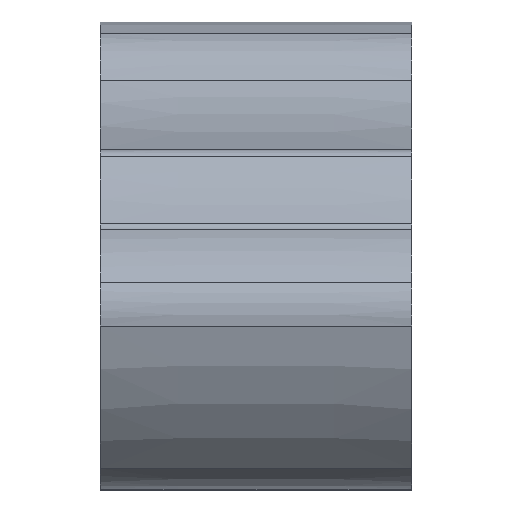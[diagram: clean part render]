
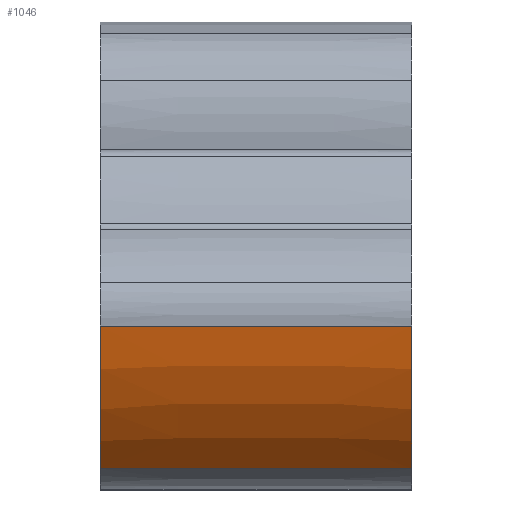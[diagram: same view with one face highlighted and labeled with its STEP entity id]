
A CAD part, left-side view. The second image highlights one B-rep face of the part: STEP entity #1046.
In plain terms, the highlighted face is a extrusion surface.
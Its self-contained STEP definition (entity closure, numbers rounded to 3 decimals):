
#977=CARTESIAN_POINT('Vertex',(-29.285,36.,-5.381)) ;
#980=CARTESIAN_POINT('Line Origine',(-29.285,18.66,-5.381)) ;
#984=CARTESIAN_POINT('Vertex',(-29.285,0.,-5.381)) ;
#1009=CARTESIAN_POINT('Control Point',(-29.285,0.,-5.381)) ;
#1010=CARTESIAN_POINT('Control Point',(-28.419,0.,-10.092)) ;
#1011=CARTESIAN_POINT('Control Point',(-26.542,0.,-14.62)) ;
#1012=CARTESIAN_POINT('Control Point',(-23.718,0.,-18.627)) ;
#1013=CARTESIAN_POINT('Control Point',(-20.198,0.,-21.876)) ;
#1018=CARTESIAN_POINT('Control Point',(-29.285,36.,-5.381)) ;
#1019=CARTESIAN_POINT('Control Point',(-28.419,36.,-10.092)) ;
#1020=CARTESIAN_POINT('Control Point',(-26.543,36.,-14.618)) ;
#1021=CARTESIAN_POINT('Control Point',(-23.718,36.,-18.627)) ;
#1022=CARTESIAN_POINT('Control Point',(-20.198,36.,-21.876)) ;
#1023=CARTESIAN_POINT('Vertex',(-20.198,36.,-21.876)) ;
#1026=CARTESIAN_POINT('Line Origine',(-20.198,18.66,-21.876)) ;
#1030=CARTESIAN_POINT('Vertex',(-20.198,0.,-21.876)) ;
#1034=CARTESIAN_POINT('Control Point',(-29.285,0.,-5.381)) ;
#1035=CARTESIAN_POINT('Control Point',(-28.419,0.,-10.092)) ;
#1036=CARTESIAN_POINT('Control Point',(-26.542,0.,-14.62)) ;
#1037=CARTESIAN_POINT('Control Point',(-23.718,0.,-18.627)) ;
#1038=CARTESIAN_POINT('Control Point',(-20.198,0.,-21.876)) ;
#981=DIRECTION('Vector Direction',(0.,1.,0.)) ;
#1014=DIRECTION('Vector Direction',(0.,1.,0.)) ;
#1027=DIRECTION('Vector Direction',(0.,1.,0.)) ;
#1041=ORIENTED_EDGE('',*,*,#1025,.T.) ;
#1042=ORIENTED_EDGE('',*,*,#1032,.F.) ;
#1043=ORIENTED_EDGE('',*,*,#1039,.F.) ;
#1044=ORIENTED_EDGE('',*,*,#986,.T.) ;
#982=VECTOR('Line Direction',#981,1.) ;
#1015=VECTOR('Extrusion Surface Vector',#1014,1.) ;
#1028=VECTOR('Line Direction',#1027,1.) ;
#1046=ADVANCED_FACE('\X2\96F64EF651E04F554F53\X0\',(#1045),#1016,.F.) ;
#1008=B_SPLINE_CURVE_WITH_KNOTS('',4,(#1009,#1010,#1011,#1012,#1013),.UNSPECIFIED.,.F.,.U.,(5,5),(0.,19.384),.UNSPECIFIED.) ;
#1017=B_SPLINE_CURVE_WITH_KNOTS('',4,(#1018,#1019,#1020,#1021,#1022),.UNSPECIFIED.,.F.,.U.,(5,5),(0.,27.097),.UNSPECIFIED.) ;
#1033=B_SPLINE_CURVE_WITH_KNOTS('',4,(#1034,#1035,#1036,#1037,#1038),.UNSPECIFIED.,.F.,.U.,(5,5),(42.345,61.507),.UNSPECIFIED.) ;
#986=EDGE_CURVE('',#985,#978,#983,.T.) ;
#1025=EDGE_CURVE('',#978,#1024,#1017,.T.) ;
#1032=EDGE_CURVE('',#1031,#1024,#1029,.T.) ;
#1039=EDGE_CURVE('',#985,#1031,#1033,.T.) ;
#1040=EDGE_LOOP('',(#1041,#1042,#1043,#1044)) ;
#1045=FACE_OUTER_BOUND('',#1040,.T.) ;
#983=LINE('Line',#980,#982) ;
#1029=LINE('Line',#1026,#1028) ;
#1016=SURFACE_OF_LINEAR_EXTRUSION('generated tabulated cylinder',#1008,#1015) ;
#978=VERTEX_POINT('',#977) ;
#985=VERTEX_POINT('',#984) ;
#1024=VERTEX_POINT('',#1023) ;
#1031=VERTEX_POINT('',#1030) ;
